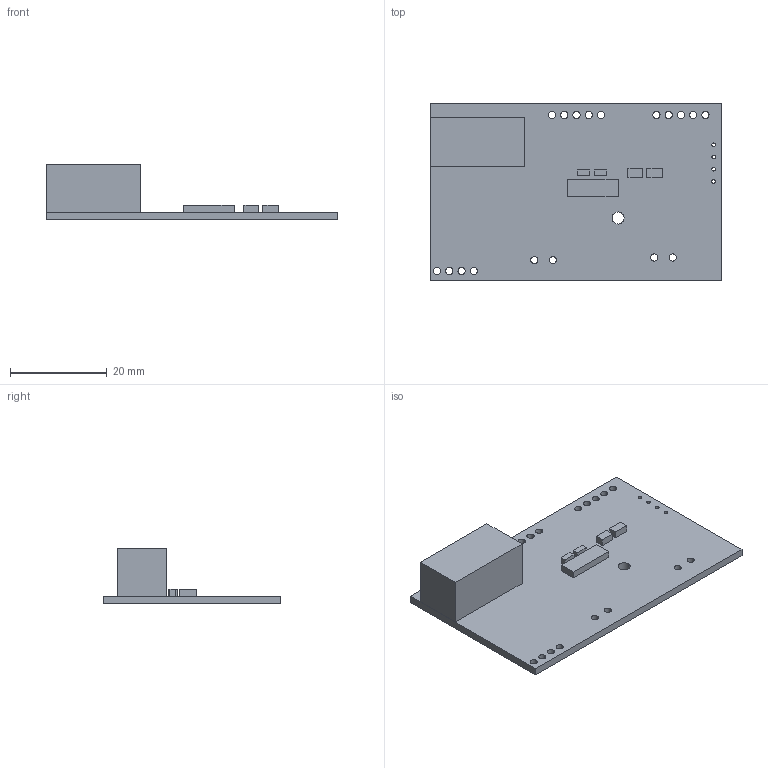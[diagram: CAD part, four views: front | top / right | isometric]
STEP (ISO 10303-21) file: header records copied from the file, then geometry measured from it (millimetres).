
FILE_DESCRIPTION (( 'STEP AP214' ), '1' );
FILE_NAME ('jsy-mk-194t.STEP', '2023-10-15T20:11:42', ( '' ), ( '' ), 'SwSTEP 2.0', 'SolidWorks 2021', '' );
FILE_SCHEMA (( 'AUTOMOTIVE_DESIGN' ));
Length unit declared in the file: millimetre
Products named in the file (1): jsy-mk-194t
Bounding box: 60.48 x 36.81 x 11.6 mm (x, y, z)
Volume: 5590.9 mm3; surface area: 5540.8 mm2
Topology: 1 solids, 1 shells, 82 faces, 222 edges, 148 vertices
Faces by surface type: cylinder 46, plane 36
Entity records: 3140 total; most frequent: DIRECTION 480, CARTESIAN_POINT 453, ORIENTED_EDGE 444, EDGE_CURVE 222, AXIS2_PLACEMENT_3D 175, VERTEX_POINT 148, EDGE_LOOP 134, VECTOR 130
